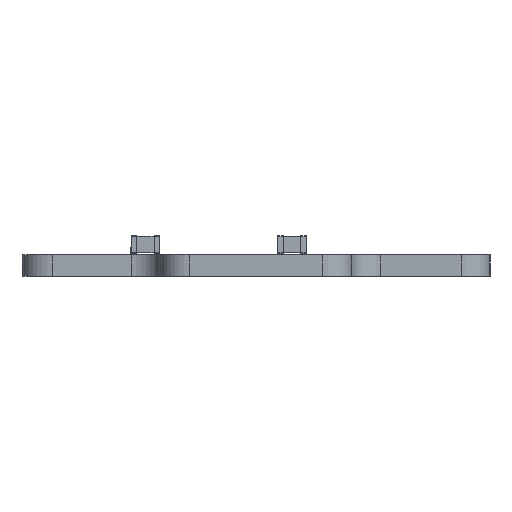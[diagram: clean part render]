
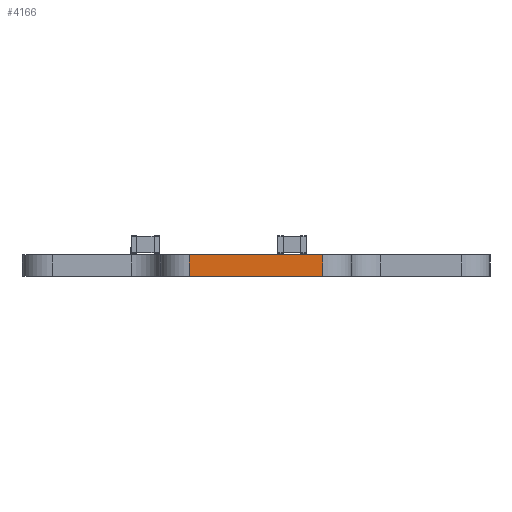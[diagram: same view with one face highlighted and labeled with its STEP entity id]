
A CAD part, left-side view. The second image highlights one B-rep face of the part: STEP entity #4166.
In plain terms, the highlighted planar face has unit normal (-1, 0, 0).
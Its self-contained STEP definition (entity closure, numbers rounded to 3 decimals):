
#1879 = VERTEX_POINT('',#1880);
#1880 = CARTESIAN_POINT('',(80.615,-108.6,0.));
#1887 = EDGE_CURVE('',#1888,#1879,#1890,.T.);
#1888 = VERTEX_POINT('',#1889);
#1889 = CARTESIAN_POINT('',(80.615,-117.9,0.));
#1890 = LINE('',#1891,#1892);
#1891 = CARTESIAN_POINT('',(80.615,-117.9,0.));
#1892 = VECTOR('',#1893,1.);
#1893 = DIRECTION('',(0.,1.,0.));
#2958 = VERTEX_POINT('',#2959);
#2959 = CARTESIAN_POINT('',(80.615,-108.6,1.51));
#2966 = EDGE_CURVE('',#2967,#2958,#2969,.T.);
#2967 = VERTEX_POINT('',#2968);
#2968 = CARTESIAN_POINT('',(80.615,-117.9,1.51));
#2969 = LINE('',#2970,#2971);
#2970 = CARTESIAN_POINT('',(80.615,-117.9,1.51));
#2971 = VECTOR('',#2972,1.);
#2972 = DIRECTION('',(0.,1.,0.));
#4136 = EDGE_CURVE('',#1879,#2958,#4137,.T.);
#4137 = LINE('',#4138,#4139);
#4138 = CARTESIAN_POINT('',(80.615,-108.6,0.));
#4139 = VECTOR('',#4140,1.);
#4140 = DIRECTION('',(0.,0.,1.));
#4166 = ADVANCED_FACE('',(#4167),#4178,.T.);
#4167 = FACE_BOUND('',#4168,.T.);
#4168 = EDGE_LOOP('',(#4169,#4175,#4176,#4177));
#4169 = ORIENTED_EDGE('',*,*,#4170,.T.);
#4170 = EDGE_CURVE('',#1888,#2967,#4171,.T.);
#4171 = LINE('',#4172,#4173);
#4172 = CARTESIAN_POINT('',(80.615,-117.9,0.));
#4173 = VECTOR('',#4174,1.);
#4174 = DIRECTION('',(0.,0.,1.));
#4175 = ORIENTED_EDGE('',*,*,#2966,.T.);
#4176 = ORIENTED_EDGE('',*,*,#4136,.F.);
#4177 = ORIENTED_EDGE('',*,*,#1887,.F.);
#4178 = PLANE('',#4179);
#4179 = AXIS2_PLACEMENT_3D('',#4180,#4181,#4182);
#4180 = CARTESIAN_POINT('',(80.615,-117.9,0.));
#4181 = DIRECTION('',(-1.,0.,0.));
#4182 = DIRECTION('',(0.,1.,0.));
